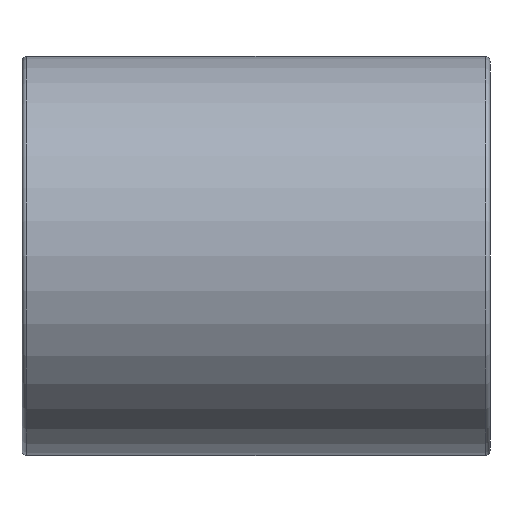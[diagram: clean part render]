
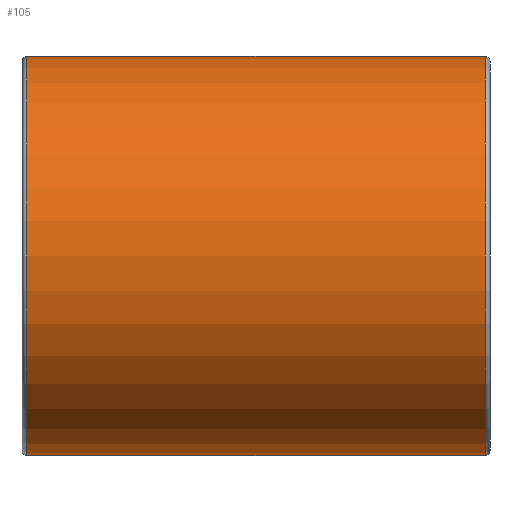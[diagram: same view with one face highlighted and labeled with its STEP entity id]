
A CAD part, left-side view. The second image highlights one B-rep face of the part: STEP entity #105.
In plain terms, the highlighted cylindrical face has radius 2 mm (diameter 4 mm), a full revolution.
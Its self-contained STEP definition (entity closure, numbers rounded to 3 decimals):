
#55=CARTESIAN_POINT('',(-0.,8.234,0.));
#56=DIRECTION('',(-0.,-1.,-0.));
#57=DIRECTION('',(-1.,0.,0.));
#58=AXIS2_PLACEMENT_3D('',#55,#56,#57);
#59=CYLINDRICAL_SURFACE('',#58,2.);
#60=CARTESIAN_POINT('',(-2.,3.594,-0.));
#61=VERTEX_POINT('',#60);
#62=CARTESIAN_POINT('',(-2.,8.184,0.));
#63=VERTEX_POINT('',#62);
#64=CARTESIAN_POINT('',(-2.,3.594,0.));
#65=DIRECTION('',(-0.,1.,0.));
#66=VECTOR('',#65,4.59);
#67=LINE('',#64,#66);
#68=EDGE_CURVE('',#61,#63,#67,.T.);
#69=ORIENTED_EDGE('',*,*,#68,.T.);
#70=CARTESIAN_POINT('',(-0.,8.184,2.));
#71=VERTEX_POINT('',#70);
#72=CARTESIAN_POINT('',(-0.,8.184,0.));
#73=DIRECTION('',(-0.,-1.,-0.));
#74=DIRECTION('',(0.,-0.,1.));
#75=AXIS2_PLACEMENT_3D('',#72,#73,#74);
#76=CIRCLE('',#75,2.);
#77=EDGE_CURVE('',#63,#71,#76,.T.);
#78=ORIENTED_EDGE('',*,*,#77,.T.);
#79=CARTESIAN_POINT('',(-0.,8.184,0.));
#80=DIRECTION('',(-0.,-1.,-0.));
#81=DIRECTION('',(0.,-0.,1.));
#82=AXIS2_PLACEMENT_3D('',#79,#80,#81);
#83=CIRCLE('',#82,2.);
#84=EDGE_CURVE('',#71,#63,#83,.T.);
#85=ORIENTED_EDGE('',*,*,#84,.T.);
#86=ORIENTED_EDGE('',*,*,#68,.F.);
#87=CARTESIAN_POINT('',(-0.,3.594,2.));
#88=VERTEX_POINT('',#87);
#89=CARTESIAN_POINT('',(-0.,3.594,0.));
#90=DIRECTION('',(0.,1.,0.));
#91=DIRECTION('',(0.,-0.,1.));
#92=AXIS2_PLACEMENT_3D('',#89,#90,#91);
#93=CIRCLE('',#92,2.);
#94=EDGE_CURVE('',#61,#88,#93,.T.);
#95=ORIENTED_EDGE('',*,*,#94,.T.);
#96=CARTESIAN_POINT('',(-0.,3.594,0.));
#97=DIRECTION('',(0.,1.,0.));
#98=DIRECTION('',(0.,-0.,1.));
#99=AXIS2_PLACEMENT_3D('',#96,#97,#98);
#100=CIRCLE('',#99,2.);
#101=EDGE_CURVE('',#88,#61,#100,.T.);
#102=ORIENTED_EDGE('',*,*,#101,.T.);
#103=EDGE_LOOP('',(#69,#78,#85,#86,#95,#102));
#104=FACE_BOUND('',#103,.T.);
#105=ADVANCED_FACE('',(#104),#59,.T.);
